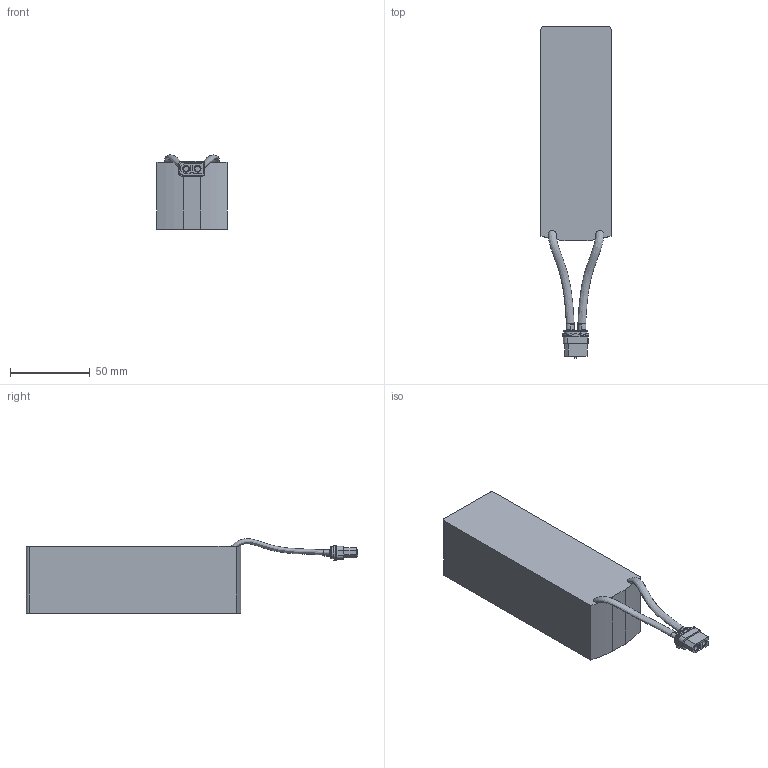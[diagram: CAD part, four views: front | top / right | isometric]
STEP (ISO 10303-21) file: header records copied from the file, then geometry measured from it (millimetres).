
FILE_DESCRIPTION(/* description */ (''),/* implementation_level */ '2;1');
FILE_NAME(/* name */ 'Tattu_4S_6750mAh_25C v2.step',/* time_stamp */ '2022-02-23T12:47:36+01:00',/* author */ (''),/* organization */ (''),/* preprocessor_version */ 'ST-DEVELOPER v18.1',/* originating_system */ 'Autodesk Translation Framework v10.13.0.1454',/* authorisation */ '');
FILE_SCHEMA (('AUTOMOTIVE_DESIGN { 1 0 10303 214 3 1 1 }'));
Length unit declared in the file: millimetre
Products named in the file (5): Tattu_4S_6750mAh_25C; XT60_Female; Housing; Contact; Battery
Assembly tree (5 placements, depth 3):
  Tattu_4S_6750mAh_25C
    XT60_Female
      Housing
      Contact  x2
    Battery
Bounding box: 44 x 208.61 x 46.79 mm (x, y, z)
Volume: 250607.2 mm3; surface area: 30478.3 mm2
Topology: 4 solids, 4 shells, 230 faces, 607 edges, 403 vertices
Faces by surface type: plane 141, bspline 61, cylinder 28
Full cylindrical faces by diameter (mm): 3.4 x2, 4.27 x2, 4.3 x2
Entity records: 9077 total; most frequent: CARTESIAN_POINT 3736, ORIENTED_EDGE 1178, DIRECTION 855, EDGE_CURVE 589, LINE 405, VECTOR 405, VERTEX_POINT 391, EDGE_LOOP 242
